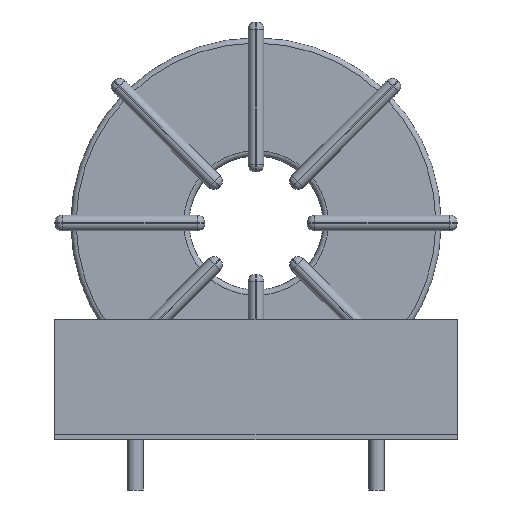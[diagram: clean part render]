
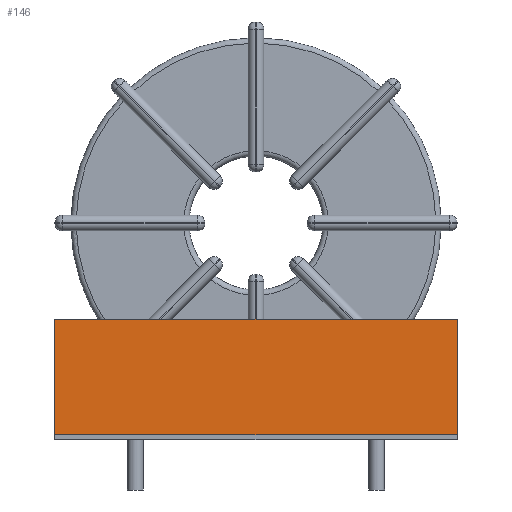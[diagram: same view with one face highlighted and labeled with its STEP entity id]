
A CAD part, front view. The second image highlights one B-rep face of the part: STEP entity #146.
In plain terms, the highlighted planar face has unit normal (0, -1, 0).
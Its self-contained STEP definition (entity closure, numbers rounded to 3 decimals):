
#32 = VERTEX_POINT('',#33);
#33 = CARTESIAN_POINT('',(30.48,-17.78,11.93));
#39 = EDGE_CURVE('',#32,#40,#42,.T.);
#40 = VERTEX_POINT('',#41);
#41 = CARTESIAN_POINT('',(-7.62,-17.78,11.93));
#42 = LINE('',#43,#44);
#43 = CARTESIAN_POINT('',(30.48,-17.78,11.93));
#44 = VECTOR('',#45,1.);
#45 = DIRECTION('',(-1.,0.,0.));
#127 = VERTEX_POINT('',#128);
#128 = CARTESIAN_POINT('',(30.48,-17.78,1.));
#136 = EDGE_CURVE('',#127,#32,#137,.T.);
#137 = LINE('',#138,#139);
#138 = CARTESIAN_POINT('',(30.48,-17.78,0.5));
#139 = VECTOR('',#140,1.);
#140 = DIRECTION('',(0.,0.,1.));
#146 = ADVANCED_FACE('',(#147),#165,.T.);
#147 = FACE_BOUND('',#148,.T.);
#148 = EDGE_LOOP('',(#149,#157,#158,#159));
#149 = ORIENTED_EDGE('',*,*,#150,.F.);
#150 = EDGE_CURVE('',#127,#151,#153,.T.);
#151 = VERTEX_POINT('',#152);
#152 = CARTESIAN_POINT('',(-7.62,-17.78,1.));
#153 = LINE('',#154,#155);
#154 = CARTESIAN_POINT('',(30.48,-17.78,1.));
#155 = VECTOR('',#156,1.);
#156 = DIRECTION('',(-1.,0.,0.));
#157 = ORIENTED_EDGE('',*,*,#136,.T.);
#158 = ORIENTED_EDGE('',*,*,#39,.T.);
#159 = ORIENTED_EDGE('',*,*,#160,.F.);
#160 = EDGE_CURVE('',#151,#40,#161,.T.);
#161 = LINE('',#162,#163);
#162 = CARTESIAN_POINT('',(-7.62,-17.78,0.5));
#163 = VECTOR('',#164,1.);
#164 = DIRECTION('',(0.,0.,1.));
#165 = PLANE('',#166);
#166 = AXIS2_PLACEMENT_3D('',#167,#168,#169);
#167 = CARTESIAN_POINT('',(30.48,-17.78,0.5));
#168 = DIRECTION('',(0.,-1.,0.));
#169 = DIRECTION('',(-1.,0.,0.));
